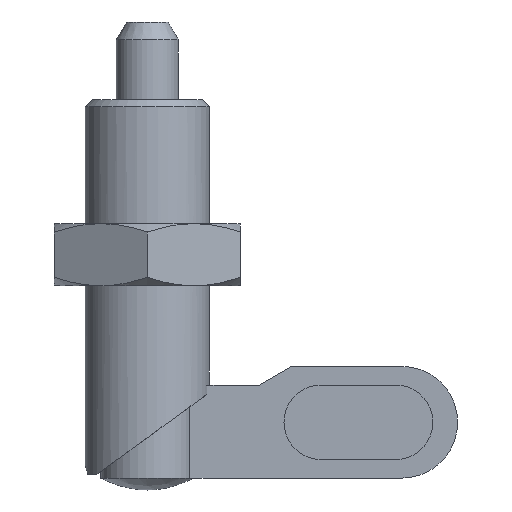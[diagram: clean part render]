
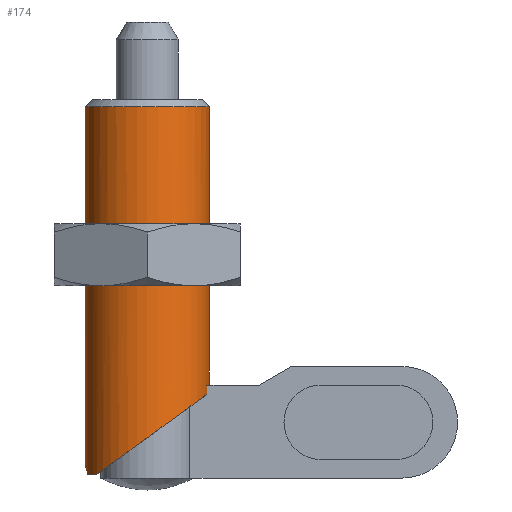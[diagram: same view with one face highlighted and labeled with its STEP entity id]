
A CAD part, front view. The second image highlights one B-rep face of the part: STEP entity #174.
In plain terms, the highlighted cylindrical face has radius 8 mm (diameter 16 mm), a partial arc.
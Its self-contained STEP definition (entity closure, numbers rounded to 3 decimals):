
#174 = ADVANCED_FACE( '', ( #254 ), #255, .T. );
#254 = FACE_OUTER_BOUND( '', #416, .T. );
#255 = CYLINDRICAL_SURFACE( '', #417, 8. );
#416 = EDGE_LOOP( '', ( #593, #594, #595, #596, #597, #598, #599 ) );
#417 = AXIS2_PLACEMENT_3D( '', #600, #601, #602 );
#593 = ORIENTED_EDGE( '', *, *, #1152, .F. );
#594 = ORIENTED_EDGE( '', *, *, #1143, .T. );
#595 = ORIENTED_EDGE( '', *, *, #1153, .F. );
#596 = ORIENTED_EDGE( '', *, *, #1154, .T. );
#597 = ORIENTED_EDGE( '', *, *, #1155, .F. );
#598 = ORIENTED_EDGE( '', *, *, #1156, .T. );
#599 = ORIENTED_EDGE( '', *, *, #1157, .T. );
#600 = CARTESIAN_POINT( '', ( 0., 0., -24.61 ) );
#601 = DIRECTION( '', ( 0., 0., 1. ) );
#602 = DIRECTION( '', ( 1., 0., 0. ) );
#1143 = EDGE_CURVE( '', #1311, #1315, #1317, .T. );
#1152 = EDGE_CURVE( '', #1311, #1334, #1335, .T. );
#1153 = EDGE_CURVE( '', #1336, #1315, #1337, .T. );
#1154 = EDGE_CURVE( '', #1336, #1338, #1339, .T. );
#1155 = EDGE_CURVE( '', #1340, #1338, #1341, .T. );
#1156 = EDGE_CURVE( '', #1340, #1342, #1343, .T. );
#1157 = EDGE_CURVE( '', #1342, #1334, #1344, .T. );
#1311 = VERTEX_POINT( '', #1587 );
#1315 = VERTEX_POINT( '', #1592 );
#1317 = CIRCLE( '', #1595, 8. );
#1334 = VERTEX_POINT( '', #1616 );
#1335 = LINE( '', #1617, #1618 );
#1336 = VERTEX_POINT( '', #1619 );
#1337 = LINE( '', #1620, #1621 );
#1338 = VERTEX_POINT( '', #1622 );
#1339 = B_SPLINE_CURVE_WITH_KNOTS( '', 3, ( #1623, #1624, #1625, #1626, #1627, #1628, #1629, #1630, #1631, #1632, #1633, #1634, #1635, #1636, #1637, #1638, #1639, #1640, #1641, #1642, #1643, #1644 ), .UNSPECIFIED., .F., .F., ( 4, 2, 2, 2, 2, 2, 2, 2, 2, 2, 4 ), ( 2.117, 2.285, 2.856, 3.427, 3.998, 4.569, 5.14, 5.711, 6.282, 6.853, 7.021 ), .UNSPECIFIED. );
#1340 = VERTEX_POINT( '', #1645 );
#1341 = CIRCLE( '', #1646, 8. );
#1342 = VERTEX_POINT( '', #1647 );
#1343 = ELLIPSE( '', #1648, 9.889, 8. );
#1344 = B_SPLINE_CURVE_WITH_KNOTS( '', 3, ( #1649, #1650, #1651, #1652, #1653, #1654, #1655, #1656, #1657, #1658, #1659, #1660, #1661, #1662, #1663, #1664, #1665, #1666, #1667, #1668, #1669, #1670 ), .UNSPECIFIED., .F., .F., ( 4, 2, 2, 2, 2, 2, 2, 2, 2, 2, 4 ), ( 1.813, 2.285, 2.856, 3.427, 3.998, 4.569, 5.14, 5.711, 6.282, 6.853, 7.325 ), .UNSPECIFIED. );
#1587 = CARTESIAN_POINT( '', ( 8., 0., -0.92 ) );
#1592 = CARTESIAN_POINT( '', ( -8., 0., -0.92 ) );
#1595 = AXIS2_PLACEMENT_3D( '', #2332, #2333, #2334 );
#1616 = CARTESIAN_POINT( '', ( 8., 0., -36.8 ) );
#1617 = CARTESIAN_POINT( '', ( 8., 0., -24.61 ) );
#1618 = VECTOR( '', #2351, 1. );
#1619 = CARTESIAN_POINT( '', ( -8., 0., -47.3 ) );
#1620 = CARTESIAN_POINT( '', ( -8., 0., -24.61 ) );
#1621 = VECTOR( '', #2352, 1. );
#1622 = CARTESIAN_POINT( '', ( -7.681, -2.236, -48.3 ) );
#1623 = CARTESIAN_POINT( '', ( -7.681, 2.236, -48.3 ) );
#1624 = CARTESIAN_POINT( '', ( -7.692, 2.199, -48.258 ) );
#1625 = CARTESIAN_POINT( '', ( -7.703, 2.16, -48.218 ) );
#1626 = CARTESIAN_POINT( '', ( -7.75, 1.989, -48.047 ) );
#1627 = CARTESIAN_POINT( '', ( -7.787, 1.84, -47.922 ) );
#1628 = CARTESIAN_POINT( '', ( -7.857, 1.514, -47.703 ) );
#1629 = CARTESIAN_POINT( '', ( -7.89, 1.338, -47.607 ) );
#1630 = CARTESIAN_POINT( '', ( -7.943, 0.969, -47.454 ) );
#1631 = CARTESIAN_POINT( '', ( -7.965, 0.776, -47.395 ) );
#1632 = CARTESIAN_POINT( '', ( -7.993, 0.387, -47.318 ) );
#1633 = CARTESIAN_POINT( '', ( -8., 0.19, -47.3 ) );
#1634 = CARTESIAN_POINT( '', ( -8., -0.19, -47.3 ) );
#1635 = CARTESIAN_POINT( '', ( -7.993, -0.387, -47.318 ) );
#1636 = CARTESIAN_POINT( '', ( -7.965, -0.776, -47.395 ) );
#1637 = CARTESIAN_POINT( '', ( -7.943, -0.969, -47.454 ) );
#1638 = CARTESIAN_POINT( '', ( -7.89, -1.338, -47.607 ) );
#1639 = CARTESIAN_POINT( '', ( -7.857, -1.514, -47.703 ) );
#1640 = CARTESIAN_POINT( '', ( -7.787, -1.84, -47.922 ) );
#1641 = CARTESIAN_POINT( '', ( -7.75, -1.989, -48.047 ) );
#1642 = CARTESIAN_POINT( '', ( -7.703, -2.16, -48.218 ) );
#1643 = CARTESIAN_POINT( '', ( -7.692, -2.199, -48.258 ) );
#1644 = CARTESIAN_POINT( '', ( -7.681, -2.236, -48.3 ) );
#1645 = CARTESIAN_POINT( '', ( -6.5, -4.664, -48.3 ) );
#1646 = AXIS2_PLACEMENT_3D( '', #2353, #2354, #2355 );
#1647 = CARTESIAN_POINT( '', ( 7.622, -2.429, -38.04 ) );
#1648 = AXIS2_PLACEMENT_3D( '', #2356, #2357, #2358 );
#1649 = CARTESIAN_POINT( '', ( 7.622, -2.429, -38.04 ) );
#1650 = CARTESIAN_POINT( '', ( 7.652, -2.334, -37.909 ) );
#1651 = CARTESIAN_POINT( '', ( 7.684, -2.231, -37.788 ) );
#1652 = CARTESIAN_POINT( '', ( 7.75, -1.989, -37.547 ) );
#1653 = CARTESIAN_POINT( '', ( 7.787, -1.84, -37.422 ) );
#1654 = CARTESIAN_POINT( '', ( 7.857, -1.514, -37.203 ) );
#1655 = CARTESIAN_POINT( '', ( 7.89, -1.338, -37.107 ) );
#1656 = CARTESIAN_POINT( '', ( 7.943, -0.969, -36.954 ) );
#1657 = CARTESIAN_POINT( '', ( 7.965, -0.776, -36.895 ) );
#1658 = CARTESIAN_POINT( '', ( 7.993, -0.387, -36.818 ) );
#1659 = CARTESIAN_POINT( '', ( 8., -0.19, -36.8 ) );
#1660 = CARTESIAN_POINT( '', ( 8., 0.19, -36.8 ) );
#1661 = CARTESIAN_POINT( '', ( 7.993, 0.387, -36.818 ) );
#1662 = CARTESIAN_POINT( '', ( 7.965, 0.776, -36.895 ) );
#1663 = CARTESIAN_POINT( '', ( 7.943, 0.969, -36.954 ) );
#1664 = CARTESIAN_POINT( '', ( 7.89, 1.338, -37.107 ) );
#1665 = CARTESIAN_POINT( '', ( 7.857, 1.514, -37.203 ) );
#1666 = CARTESIAN_POINT( '', ( 7.787, 1.84, -37.422 ) );
#1667 = CARTESIAN_POINT( '', ( 7.75, 1.989, -37.547 ) );
#1668 = CARTESIAN_POINT( '', ( 7.684, 2.231, -37.788 ) );
#1669 = CARTESIAN_POINT( '', ( 7.652, 2.334, -37.909 ) );
#1670 = CARTESIAN_POINT( '', ( 7.622, 2.429, -38.04 ) );
#2332 = CARTESIAN_POINT( '', ( 0., 0., -0.92 ) );
#2333 = DIRECTION( '', ( 0., 0., -1. ) );
#2334 = DIRECTION( '', ( 1., 0., 0. ) );
#2351 = DIRECTION( '', ( 0., 0., -1. ) );
#2352 = DIRECTION( '', ( 0., 0., 1. ) );
#2353 = CARTESIAN_POINT( '', ( 0., 0., -48.3 ) );
#2354 = DIRECTION( '', ( 0., 0., -1. ) );
#2355 = DIRECTION( '', ( 1., 0., 0. ) );
#2356 = CARTESIAN_POINT( '', ( 0., 0., -43.577 ) );
#2357 = DIRECTION( '', ( -0.588, 0., 0.809 ) );
#2358 = DIRECTION( '', ( 0.809, 0., 0.588 ) );
